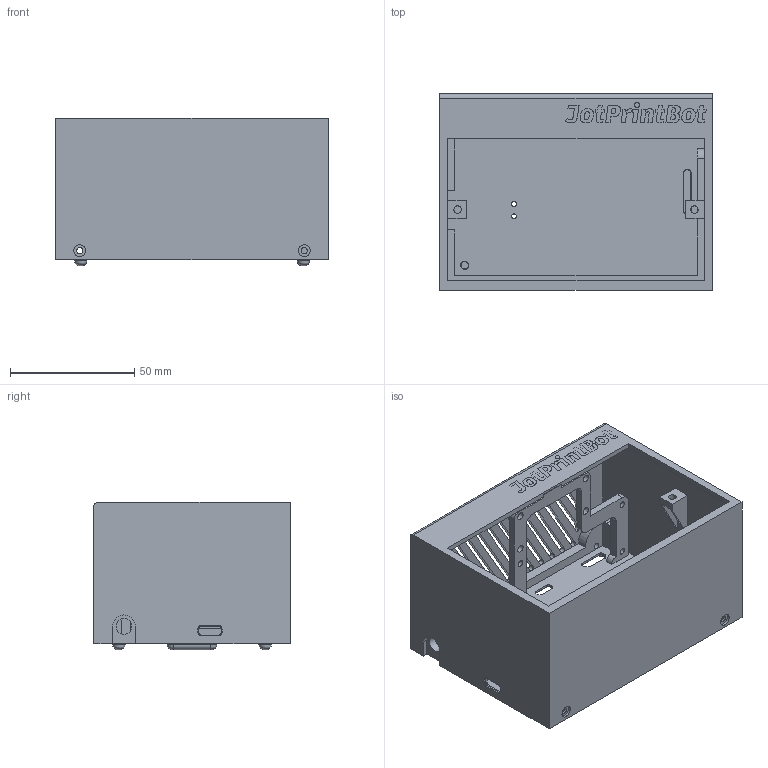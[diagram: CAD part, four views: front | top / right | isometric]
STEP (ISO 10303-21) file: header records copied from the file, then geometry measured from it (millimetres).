
FILE_DESCRIPTION(/* description */ (''),/* implementation_level */ '2;1');
FILE_NAME(/* name */ 'Printer Case.step',/* time_stamp */ '2026-02-21T18:49:28+03:00',/* author */ (''),/* organization */ (''),/* preprocessor_version */ 'ST-DEVELOPER v20.1',/* originating_system */ 'Autodesk Translation Framework v14.24.0.0',/* authorisation */ '');
FILE_SCHEMA (('AUTOMOTIVE_DESIGN { 1 0 10303 214 3 1 1 }'));
Length unit declared in the file: millimetre
Products named in the file (4): Printer Case; Case bottom; Case top; Text
Assembly tree (3 placements, depth 3):
  Printer Case
    Case bottom
    Case top
      Text
Bounding box: 110 x 79.31 x 59.5 mm (x, y, z)
Volume: 68854.3 mm3; surface area: 73827.4 mm2
Topology: 18 solids, 18 shells, 867 faces, 2322 edges, 1524 vertices
Faces by surface type: plane 422, bspline 244, cylinder 165, torus 34, sphere 2
Full cylindrical faces by diameter (mm): 2 x2, 2.4 x2, 2.5 x12, 3 x6, 3.05 x2, 3.3 x2, 4.8 x6, 5 x2, 6.42 x1
Entity records: 29612 total; most frequent: CARTESIAN_POINT 8945, ORIENTED_EDGE 4644, DIRECTION 3470, EDGE_CURVE 2322, VERTEX_POINT 1524, LINE 1460, VECTOR 1460, EDGE_LOOP 1008
